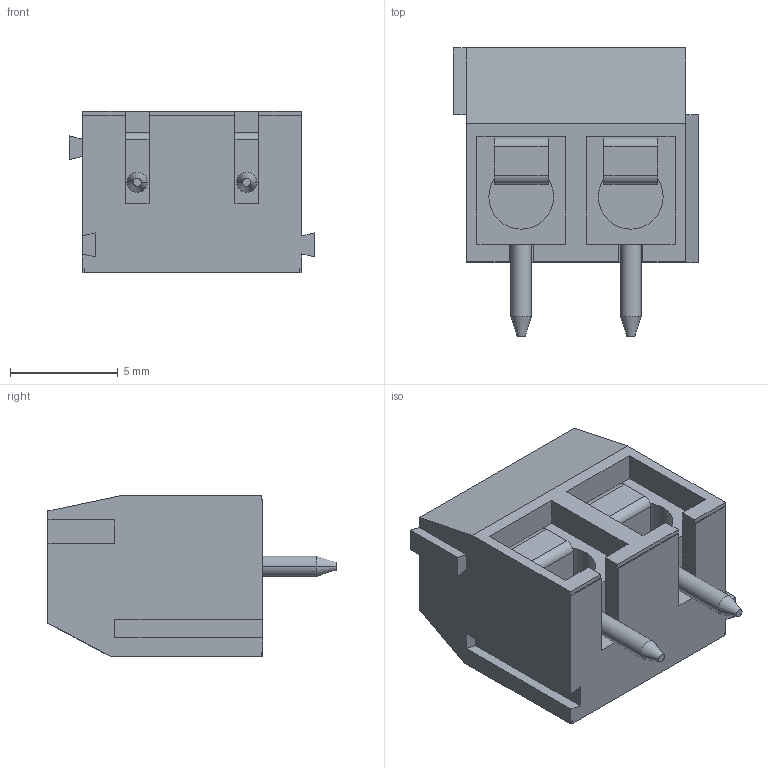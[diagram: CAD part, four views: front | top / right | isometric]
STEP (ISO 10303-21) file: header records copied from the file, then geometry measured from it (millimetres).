
FILE_DESCRIPTION(('STEP AP214'),'1');
FILE_NAME('terminal_blocks_a-tb508-tc02.stp','2020-03-13T16:47:26',('TraceParts'),('TraceParts S.A.'),'Spatial InterOp 3D',' ',' ');
FILE_SCHEMA(('AUTOMOTIVE_DESIGN { 1 0 10303 214 1 1 1 1 }'));
Length unit declared in the file: millimetre
Products named in the file (1): terminal_blocks_a-tb508-tc02
Bounding box: 11.36 x 13.35 x 7.5 mm (x, y, z)
Volume: 588.7 mm3; surface area: 808.8 mm2
Topology: 1 solids, 1 shells, 129 faces, 334 edges, 220 vertices
Faces by surface type: plane 95, cylinder 30, cone 4
Entity records: 4964 total; most frequent: CARTESIAN_POINT 684, ORIENTED_EDGE 668, DIRECTION 658, EDGE_CURVE 334, LINE 270, VECTOR 270, VERTEX_POINT 220, AXIS2_PLACEMENT_3D 194
